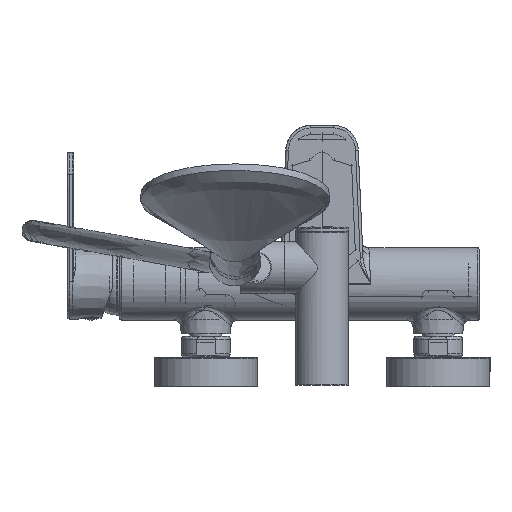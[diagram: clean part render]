
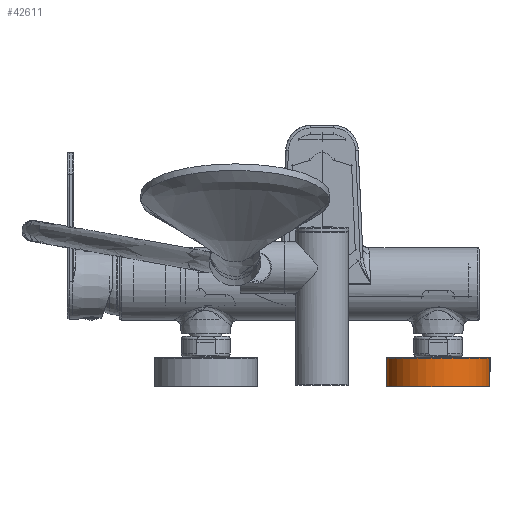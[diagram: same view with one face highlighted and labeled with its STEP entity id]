
A CAD part, top view. The second image highlights one B-rep face of the part: STEP entity #42611.
In plain terms, the highlighted cylindrical face has radius 33.25 mm (diameter 66.5 mm), a full revolution.
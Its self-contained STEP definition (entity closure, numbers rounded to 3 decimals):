
#15078 = CYLINDRICAL_SURFACE ( 'NONE', #39056, 33.25 ) ;
#17196 = DIRECTION ( 'NONE',  ( 0., -1., 0. ) ) ;
#22119 = DIRECTION ( 'NONE',  ( 0., -1., 0. ) ) ;
#29558 = EDGE_CURVE ( 'NONE', #92549, #92549, #77152, .T. ) ;
#30673 = CARTESIAN_POINT ( 'NONE',  ( -1.983, 103.75, 300.032 ) ) ;
#32909 = ORIENTED_EDGE ( 'NONE', *, *, #51406, .T. ) ;
#38745 = DIRECTION ( 'NONE',  ( 0., 1., 0. ) ) ;
#39056 = AXIS2_PLACEMENT_3D ( 'NONE', #91560, #17196, #76120 ) ;
#42014 = AXIS2_PLACEMENT_3D ( 'NONE', #63164, #22119, #97181 ) ;
#42611 = ADVANCED_FACE ( 'NONE', ( #99506, #81537 ), #15078, .T. ) ;
#45005 = VERTEX_POINT ( 'NONE', #30673 ) ;
#45876 = DIRECTION ( 'NONE',  ( -0.684, 0., 0.729 ) ) ;
#51406 = EDGE_CURVE ( 'NONE', #45005, #45005, #94265, .T. ) ;
#55647 = ORIENTED_EDGE ( 'NONE', *, *, #29558, .T. ) ;
#63164 = CARTESIAN_POINT ( 'NONE',  ( 20.762, 103.75, 275.779 ) ) ;
#68573 = CARTESIAN_POINT ( 'NONE',  ( -1.983, 85.15, 300.032 ) ) ;
#76120 = DIRECTION ( 'NONE',  ( -0.684, 0., 0.729 ) ) ;
#77152 = CIRCLE ( 'NONE', #85560, 33.25 ) ;
#79831 = CARTESIAN_POINT ( 'NONE',  ( 20.762, 85.15, 275.779 ) ) ;
#81537 = FACE_OUTER_BOUND ( 'NONE', #82351, .T. ) ;
#82351 = EDGE_LOOP ( 'NONE', ( #32909 ) ) ;
#82913 = EDGE_LOOP ( 'NONE', ( #55647 ) ) ;
#85560 = AXIS2_PLACEMENT_3D ( 'NONE', #79831, #38745, #45876 ) ;
#91560 = CARTESIAN_POINT ( 'NONE',  ( 20.762, 104.68, 275.779 ) ) ;
#92549 = VERTEX_POINT ( 'NONE', #68573 ) ;
#94265 = CIRCLE ( 'NONE', #42014, 33.25 ) ;
#97181 = DIRECTION ( 'NONE',  ( -0.684, 0., 0.729 ) ) ;
#99506 = FACE_OUTER_BOUND ( 'NONE', #82913, .T. ) ;
